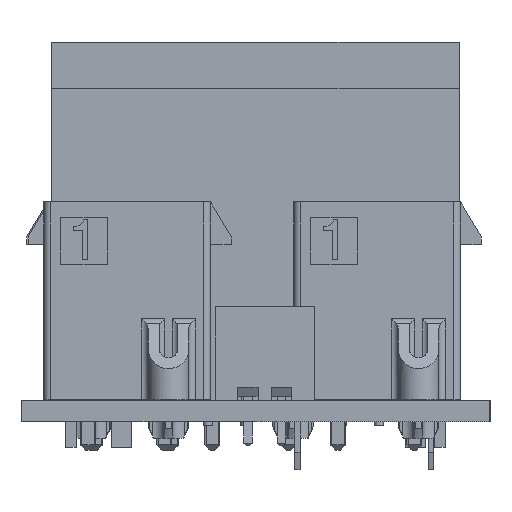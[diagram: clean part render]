
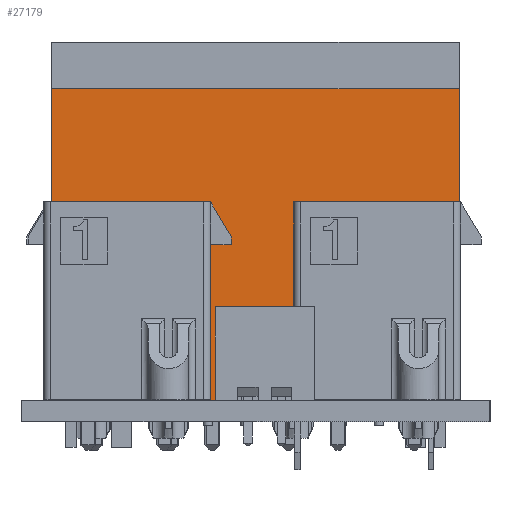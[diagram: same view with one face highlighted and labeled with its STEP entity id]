
A CAD part, left-side view. The second image highlights one B-rep face of the part: STEP entity #27179.
In plain terms, the highlighted face is planar.
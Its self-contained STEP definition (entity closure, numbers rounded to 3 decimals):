
#26524 = VERTEX_POINT('',#26525);
#26525 = CARTESIAN_POINT('',(29.05,23.3,-14.25));
#26595 = VERTEX_POINT('',#26596);
#26596 = CARTESIAN_POINT('',(29.05,1.,-14.25));
#26602 = EDGE_CURVE('',#26524,#26595,#26603,.T.);
#26603 = LINE('',#26604,#26605);
#26604 = CARTESIAN_POINT('',(29.05,26.8,-14.25));
#26605 = VECTOR('',#26606,1.);
#26606 = DIRECTION('',(0.,-1.,0.));
#26699 = VERTEX_POINT('',#26700);
#26700 = CARTESIAN_POINT('',(-1.45,23.3,-14.25));
#26706 = EDGE_CURVE('',#26699,#26707,#26709,.T.);
#26707 = VERTEX_POINT('',#26708);
#26708 = CARTESIAN_POINT('',(-1.45,1.,-14.25));
#26709 = LINE('',#26710,#26711);
#26710 = CARTESIAN_POINT('',(-1.45,26.8,-14.25));
#26711 = VECTOR('',#26712,1.);
#26712 = DIRECTION('',(0.,-1.,0.));
#27027 = EDGE_CURVE('',#27028,#26707,#27030,.T.);
#27028 = VERTEX_POINT('',#27029);
#27029 = CARTESIAN_POINT('',(15.3,1.,-14.25));
#27030 = LINE('',#27031,#27032);
#27031 = CARTESIAN_POINT('',(-1.45,1.,-14.25));
#27032 = VECTOR('',#27033,1.);
#27033 = DIRECTION('',(-1.,0.,0.));
#27052 = VERTEX_POINT('',#27053);
#27053 = CARTESIAN_POINT('',(17.3,1.,-14.25));
#27059 = EDGE_CURVE('',#26595,#27052,#27060,.T.);
#27060 = LINE('',#27061,#27062);
#27061 = CARTESIAN_POINT('',(-1.45,1.,-14.25));
#27062 = VECTOR('',#27063,1.);
#27063 = DIRECTION('',(-1.,0.,0.));
#27179 = ADVANCED_FACE('',(#27180),#27214,.F.);
#27180 = FACE_BOUND('',#27181,.T.);
#27181 = EDGE_LOOP('',(#27182,#27183,#27189,#27190,#27191,#27199,#27207,
    #27213));
#27182 = ORIENTED_EDGE('',*,*,#26706,.F.);
#27183 = ORIENTED_EDGE('',*,*,#27184,.F.);
#27184 = EDGE_CURVE('',#26524,#26699,#27185,.T.);
#27185 = LINE('',#27186,#27187);
#27186 = CARTESIAN_POINT('',(-1.45,23.3,-14.25));
#27187 = VECTOR('',#27188,1.);
#27188 = DIRECTION('',(-1.,0.,0.));
#27189 = ORIENTED_EDGE('',*,*,#26602,.T.);
#27190 = ORIENTED_EDGE('',*,*,#27059,.T.);
#27191 = ORIENTED_EDGE('',*,*,#27192,.F.);
#27192 = EDGE_CURVE('',#27193,#27052,#27195,.T.);
#27193 = VERTEX_POINT('',#27194);
#27194 = CARTESIAN_POINT('',(17.3,0.,-14.25));
#27195 = LINE('',#27196,#27197);
#27196 = CARTESIAN_POINT('',(17.3,-2.236,-14.25));
#27197 = VECTOR('',#27198,1.);
#27198 = DIRECTION('',(0.,1.,0.));
#27199 = ORIENTED_EDGE('',*,*,#27200,.T.);
#27200 = EDGE_CURVE('',#27193,#27201,#27203,.T.);
#27201 = VERTEX_POINT('',#27202);
#27202 = CARTESIAN_POINT('',(15.3,0.,-14.25));
#27203 = LINE('',#27204,#27205);
#27204 = CARTESIAN_POINT('',(17.3,0.,-14.25));
#27205 = VECTOR('',#27206,1.);
#27206 = DIRECTION('',(-1.,0.,0.));
#27207 = ORIENTED_EDGE('',*,*,#27208,.T.);
#27208 = EDGE_CURVE('',#27201,#27028,#27209,.T.);
#27209 = LINE('',#27210,#27211);
#27210 = CARTESIAN_POINT('',(15.3,-2.236,-14.25));
#27211 = VECTOR('',#27212,1.);
#27212 = DIRECTION('',(0.,1.,0.));
#27213 = ORIENTED_EDGE('',*,*,#27027,.T.);
#27214 = PLANE('',#27215);
#27215 = AXIS2_PLACEMENT_3D('',#27216,#27217,#27218);
#27216 = CARTESIAN_POINT('',(-1.45,26.8,-14.25));
#27217 = DIRECTION('',(0.,0.,1.));
#27218 = DIRECTION('',(1.,0.,0.));
